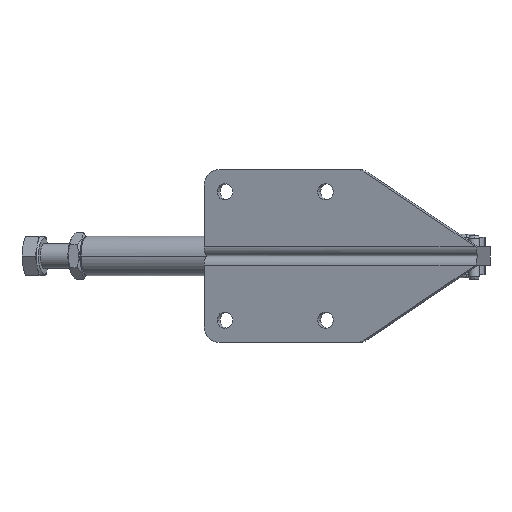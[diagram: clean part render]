
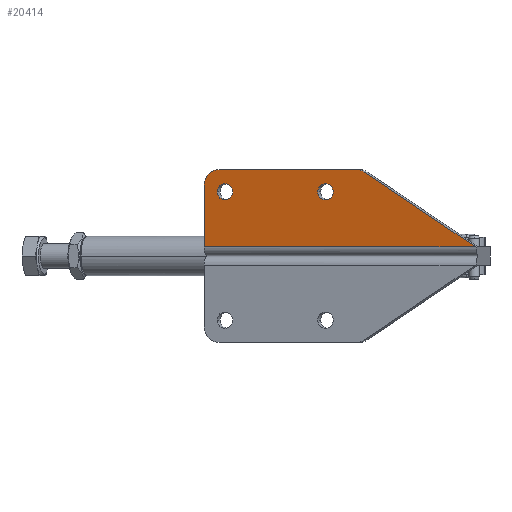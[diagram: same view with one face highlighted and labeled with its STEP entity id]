
A CAD part, front view. The second image highlights one B-rep face of the part: STEP entity #20414.
In plain terms, the highlighted face is planar.
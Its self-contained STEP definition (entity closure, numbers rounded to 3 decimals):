
#1877 = CARTESIAN_POINT ( 'NONE',  ( 0., -22.8, 0. ) ) ;
#2687 = CARTESIAN_POINT ( 'NONE',  ( 38.4, -20.65, 0. ) ) ;
#2705 = CARTESIAN_POINT ( 'NONE',  ( 54.18, -27.008, 0. ) ) ;
#2728 = CARTESIAN_POINT ( 'NONE',  ( 5., -27.8, 0. ) ) ;
#2748 = CARTESIAN_POINT ( 'NONE',  ( 51.48, -27.8, 0. ) ) ;
#4302 = CARTESIAN_POINT ( 'NONE',  ( 43.6, -20.65, 0. ) ) ;
#4440 = CARTESIAN_POINT ( 'NONE',  ( 91.595, -3., 0. ) ) ;
#4450 = CARTESIAN_POINT ( 'NONE',  ( 0., -3., 0. ) ) ;
#4538 = CARTESIAN_POINT ( 'NONE',  ( 4.4, -20.65, 0. ) ) ;
#4961 = CARTESIAN_POINT ( 'NONE',  ( 9.6, -20.65, 0. ) ) ;
#4970 = DIRECTION ( 'NONE',  ( 0., 0., 1. ) ) ;
#4978 = CARTESIAN_POINT ( 'NONE',  ( 0., 0., 0. ) ) ;
#4980 = PLANE ( 'NONE',  #30693 ) ;
#4982 = DIRECTION ( 'NONE',  ( 1., 0., 0. ) ) ;
#5321 = FACE_BOUND ( 'NONE', #18276, .T. ) ;
#5327 = FACE_OUTER_BOUND ( 'NONE', #18387, .T. ) ;
#5329 = FACE_BOUND ( 'NONE', #18125, .T. ) ;
#6360 = CIRCLE ( 'NONE', #31039, 2.6 ) ;
#6367 = CIRCLE ( 'NONE', #31041, 2.6 ) ;
#13451 = CARTESIAN_POINT ( 'NONE',  ( 41., -20.65, 0. ) ) ;
#13452 = DIRECTION ( 'NONE',  ( 0., 0., 1. ) ) ;
#13453 = DIRECTION ( 'NONE',  ( 1., 0., 0. ) ) ;
#13461 = CARTESIAN_POINT ( 'NONE',  ( 7., -20.65, 0. ) ) ;
#13462 = DIRECTION ( 'NONE',  ( 0., 0., 1. ) ) ;
#13463 = DIRECTION ( 'NONE',  ( 1., 0., 0. ) ) ;
#14881 = CARTESIAN_POINT ( 'NONE',  ( 0., 0., 0. ) ) ;
#14889 = DIRECTION ( 'NONE',  ( 0., -1., 0. ) ) ;
#14919 = DIRECTION ( 'NONE',  ( 1., 0., 0. ) ) ;
#14923 = CARTESIAN_POINT ( 'NONE',  ( 0., -27.8, 0. ) ) ;
#14931 = CARTESIAN_POINT ( 'NONE',  ( 28.078, -43.757, 0. ) ) ;
#14932 = DIRECTION ( 'NONE',  ( -0.842, -0.54, 0. ) ) ;
#14933 = CARTESIAN_POINT ( 'NONE',  ( 41., -20.65, 0. ) ) ;
#14934 = DIRECTION ( 'NONE',  ( 0., 0., 1. ) ) ;
#14935 = DIRECTION ( 'NONE',  ( 1., 0., 0. ) ) ;
#14936 = CARTESIAN_POINT ( 'NONE',  ( 7., -20.65, 0. ) ) ;
#14937 = DIRECTION ( 'NONE',  ( 0., 0., 1. ) ) ;
#14938 = DIRECTION ( 'NONE',  ( 1., 0., 0. ) ) ;
#14939 = CARTESIAN_POINT ( 'NONE',  ( 0., -3., 0. ) ) ;
#14940 = DIRECTION ( 'NONE',  ( 1., 0., 0. ) ) ;
#14941 = CARTESIAN_POINT ( 'NONE',  ( 51.48, -22.8, 0. ) ) ;
#14942 = DIRECTION ( 'NONE',  ( 0., 0., -1. ) ) ;
#14943 = DIRECTION ( 'NONE',  ( 1., 0., 0. ) ) ;
#14946 = CARTESIAN_POINT ( 'NONE',  ( 5., -22.8, 0. ) ) ;
#14947 = DIRECTION ( 'NONE',  ( 0., 0., -1. ) ) ;
#14948 = DIRECTION ( 'NONE',  ( 1., 0., 0. ) ) ;
#15276 = LINE ( 'NONE', #14881, #15278 ) ;
#15278 = VECTOR ( 'NONE', #14889, 1000. ) ;
#15295 = LINE ( 'NONE', #14923, #15299 ) ;
#15297 = CIRCLE ( 'NONE', #31070, 5. ) ;
#15299 = VECTOR ( 'NONE', #14919, 1000. ) ;
#15302 = CIRCLE ( 'NONE', #31068, 2.6 ) ;
#15304 = CIRCLE ( 'NONE', #31069, 2.6 ) ;
#15305 = LINE ( 'NONE', #14931, #15307 ) ;
#15307 = VECTOR ( 'NONE', #14932, 1000. ) ;
#15308 = CIRCLE ( 'NONE', #31071, 5. ) ;
#15309 = LINE ( 'NONE', #14939, #15311 ) ;
#15311 = VECTOR ( 'NONE', #14940, 1000. ) ;
#18125 = EDGE_LOOP ( 'NONE', ( #28291, #28292 ) ) ;
#18276 = EDGE_LOOP ( 'NONE', ( #28289, #28290 ) ) ;
#18387 = EDGE_LOOP ( 'NONE', ( #28293, #28294, #28295, #28296, #28297, #28298 ) ) ;
#19605 = VERTEX_POINT ( 'NONE', #1877 ) ;
#19782 = VERTEX_POINT ( 'NONE', #2687 ) ;
#19803 = VERTEX_POINT ( 'NONE', #2705 ) ;
#19829 = VERTEX_POINT ( 'NONE', #2728 ) ;
#19851 = VERTEX_POINT ( 'NONE', #2748 ) ;
#20098 = VERTEX_POINT ( 'NONE', #4302 ) ;
#20164 = VERTEX_POINT ( 'NONE', #4440 ) ;
#20169 = VERTEX_POINT ( 'NONE', #4450 ) ;
#20207 = VERTEX_POINT ( 'NONE', #4538 ) ;
#20410 = VERTEX_POINT ( 'NONE', #4961 ) ;
#20414 = ADVANCED_FACE ( 'NONE', ( #5321, #5329, #5327 ), #4980, .F. ) ;
#24819 = EDGE_CURVE ( 'NONE', #19782, #20098, #6360, .T. ) ;
#24823 = EDGE_CURVE ( 'NONE', #20207, #20410, #6367, .T. ) ;
#25049 = EDGE_CURVE ( 'NONE', #20169, #19605, #15276, .T. ) ;
#25062 = EDGE_CURVE ( 'NONE', #19829, #19851, #15295, .T. ) ;
#25065 = EDGE_CURVE ( 'NONE', #20098, #19782, #15302, .T. ) ;
#25066 = EDGE_CURVE ( 'NONE', #20410, #20207, #15304, .T. ) ;
#25067 = EDGE_CURVE ( 'NONE', #20164, #19803, #15305, .T. ) ;
#25068 = EDGE_CURVE ( 'NONE', #19803, #19851, #15297, .T. ) ;
#25069 = EDGE_CURVE ( 'NONE', #19829, #19605, #15308, .T. ) ;
#25070 = EDGE_CURVE ( 'NONE', #20169, #20164, #15309, .T. ) ;
#28289 = ORIENTED_EDGE ( 'NONE', *, *, #25065, .T. ) ;
#28290 = ORIENTED_EDGE ( 'NONE', *, *, #24819, .T. ) ;
#28291 = ORIENTED_EDGE ( 'NONE', *, *, #25066, .T. ) ;
#28292 = ORIENTED_EDGE ( 'NONE', *, *, #24823, .T. ) ;
#28293 = ORIENTED_EDGE ( 'NONE', *, *, #25067, .T. ) ;
#28294 = ORIENTED_EDGE ( 'NONE', *, *, #25068, .T. ) ;
#28295 = ORIENTED_EDGE ( 'NONE', *, *, #25062, .F. ) ;
#28296 = ORIENTED_EDGE ( 'NONE', *, *, #25069, .T. ) ;
#28297 = ORIENTED_EDGE ( 'NONE', *, *, #25049, .F. ) ;
#28298 = ORIENTED_EDGE ( 'NONE', *, *, #25070, .T. ) ;
#30693 = AXIS2_PLACEMENT_3D ( 'NONE', #4978, #4970, #4982 ) ;
#31039 = AXIS2_PLACEMENT_3D ( 'NONE', #13451, #13452, #13453 ) ;
#31041 = AXIS2_PLACEMENT_3D ( 'NONE', #13461, #13462, #13463 ) ;
#31068 = AXIS2_PLACEMENT_3D ( 'NONE', #14933, #14934, #14935 ) ;
#31069 = AXIS2_PLACEMENT_3D ( 'NONE', #14936, #14937, #14938 ) ;
#31070 = AXIS2_PLACEMENT_3D ( 'NONE', #14941, #14942, #14943 ) ;
#31071 = AXIS2_PLACEMENT_3D ( 'NONE', #14946, #14947, #14948 ) ;
